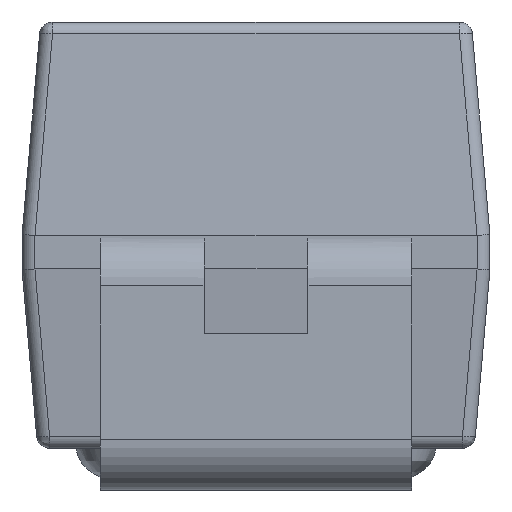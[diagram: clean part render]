
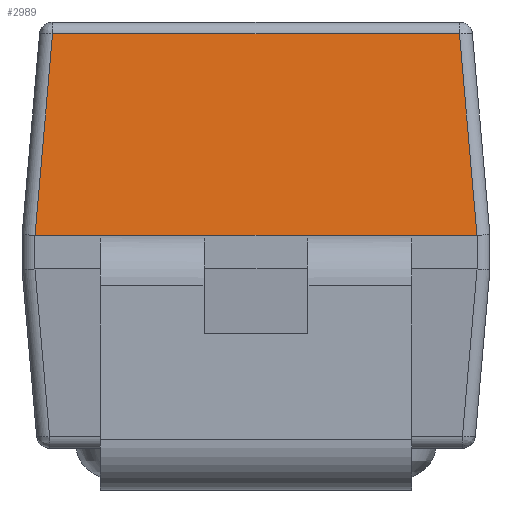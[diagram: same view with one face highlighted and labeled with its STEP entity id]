
A CAD part, left-side view. The second image highlights one B-rep face of the part: STEP entity #2989.
In plain terms, the highlighted planar face has unit normal (-0.996, 0, 0.087).
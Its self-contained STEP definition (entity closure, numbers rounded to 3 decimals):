
#7 = LINE ( 'NONE', #2345, #2021 ) ;
#115 = VERTEX_POINT ( 'NONE', #2000 ) ;
#313 = VECTOR ( 'NONE', #632, 1000. ) ;
#371 = EDGE_CURVE ( 'NONE', #1771, #1428, #713, .T. ) ;
#563 = AXIS2_PLACEMENT_3D ( 'NONE', #671, #1414, #2816 ) ;
#591 = LINE ( 'NONE', #644, #313 ) ;
#632 = DIRECTION ( 'NONE',  ( 0.087, -0.087, 0.992 ) ) ;
#644 = CARTESIAN_POINT ( 'NONE',  ( -1.57, 0.85, 0.98 ) ) ;
#671 = CARTESIAN_POINT ( 'NONE',  ( -1.57, 0.9, 0.98 ) ) ;
#690 = EDGE_CURVE ( 'NONE', #115, #2592, #591, .T. ) ;
#713 = LINE ( 'NONE', #2157, #2073 ) ;
#745 = EDGE_CURVE ( 'NONE', #2592, #1428, #7, .T. ) ;
#864 = CARTESIAN_POINT ( 'NONE',  ( -1.502, 0.782, 1.754 ) ) ;
#899 = ORIENTED_EDGE ( 'NONE', *, *, #371, .T. ) ;
#934 = EDGE_LOOP ( 'NONE', ( #1677, #2683, #1042, #899 ) ) ;
#1042 = ORIENTED_EDGE ( 'NONE', *, *, #2054, .F. ) ;
#1123 = CARTESIAN_POINT ( 'NONE',  ( -1.57, -0.85, 0.98 ) ) ;
#1170 = VECTOR ( 'NONE', #1866, 1000. ) ;
#1401 = DIRECTION ( 'NONE',  ( 0., -1., 0. ) ) ;
#1414 = DIRECTION ( 'NONE',  ( -0.996, 0., 0.087 ) ) ;
#1428 = VERTEX_POINT ( 'NONE', #2617 ) ;
#1654 = PLANE ( 'NONE',  #563 ) ;
#1677 = ORIENTED_EDGE ( 'NONE', *, *, #745, .F. ) ;
#1771 = VERTEX_POINT ( 'NONE', #1123 ) ;
#1866 = DIRECTION ( 'NONE',  ( 0., 1., 0. ) ) ;
#2000 = CARTESIAN_POINT ( 'NONE',  ( -1.57, 0.85, 0.98 ) ) ;
#2021 = VECTOR ( 'NONE', #1401, 1000. ) ;
#2053 = CARTESIAN_POINT ( 'NONE',  ( -1.57, 0.85, 0.98 ) ) ;
#2054 = EDGE_CURVE ( 'NONE', #1771, #115, #3028, .T. ) ;
#2073 = VECTOR ( 'NONE', #2869, 1000. ) ;
#2157 = CARTESIAN_POINT ( 'NONE',  ( -1.57, -0.85, 0.98 ) ) ;
#2345 = CARTESIAN_POINT ( 'NONE',  ( -1.502, 0.782, 1.754 ) ) ;
#2592 = VERTEX_POINT ( 'NONE', #864 ) ;
#2617 = CARTESIAN_POINT ( 'NONE',  ( -1.502, -0.782, 1.754 ) ) ;
#2683 = ORIENTED_EDGE ( 'NONE', *, *, #690, .F. ) ;
#2816 = DIRECTION ( 'NONE',  ( 0., 1., 0. ) ) ;
#2869 = DIRECTION ( 'NONE',  ( 0.087, 0.087, 0.992 ) ) ;
#2989 = ADVANCED_FACE ( 'NONE', ( #3045 ), #1654, .T. ) ;
#3028 = LINE ( 'NONE', #2053, #1170 ) ;
#3045 = FACE_OUTER_BOUND ( 'NONE', #934, .T. ) ;
